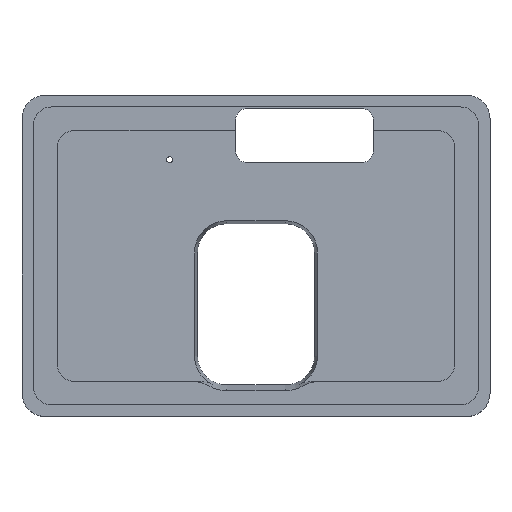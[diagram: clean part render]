
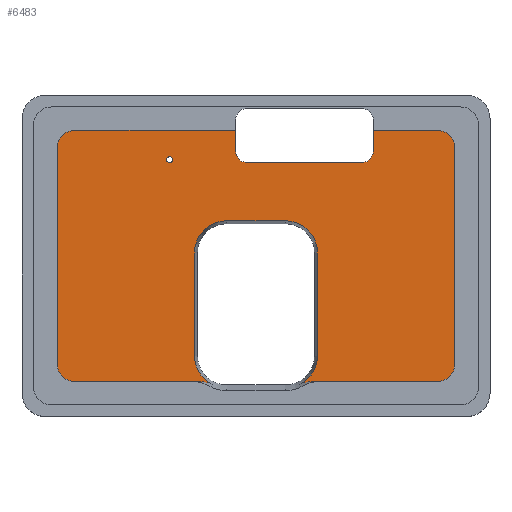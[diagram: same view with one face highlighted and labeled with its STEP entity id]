
A CAD part, top view. The second image highlights one B-rep face of the part: STEP entity #6483.
In plain terms, the highlighted planar face has unit normal (0, 0, 1).
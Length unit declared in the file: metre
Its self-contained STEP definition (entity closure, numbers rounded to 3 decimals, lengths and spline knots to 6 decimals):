
#45=B_SPLINE_CURVE_WITH_KNOTS('',3,(#10247,#10248,#10249,#10250),
 .UNSPECIFIED.,.F.,.F.,(4,4),(0.,0.005094),.UNSPECIFIED.);
#46=B_SPLINE_CURVE_WITH_KNOTS('',3,(#10266,#10267,#10268,#10269),
 .UNSPECIFIED.,.F.,.F.,(4,4),(0.,0.005095),.UNSPECIFIED.);
#105=PLANE('',#7003);
#364=LINE('',#10194,#898);
#367=LINE('',#10202,#901);
#370=LINE('',#10210,#904);
#372=LINE('',#10214,#906);
#375=LINE('',#10222,#909);
#378=LINE('',#10235,#912);
#379=LINE('',#10237,#913);
#380=LINE('',#10241,#914);
#381=LINE('',#10245,#915);
#382=LINE('',#10254,#916);
#383=LINE('',#10258,#917);
#384=LINE('',#10262,#918);
#898=VECTOR('',#8043,1.);
#901=VECTOR('',#8052,1.);
#904=VECTOR('',#8061,1.);
#906=VECTOR('',#8065,1.);
#909=VECTOR('',#8074,1.);
#912=VECTOR('',#8083,1.);
#913=VECTOR('',#8086,1.);
#914=VECTOR('',#8089,1.);
#915=VECTOR('',#8092,1.);
#916=VECTOR('',#8095,1.);
#917=VECTOR('',#8098,1.);
#918=VECTOR('',#8101,1.);
#1723=ORIENTED_EDGE('',*,*,#3479,.T.);
#1724=ORIENTED_EDGE('',*,*,#3477,.F.);
#1725=ORIENTED_EDGE('',*,*,#3475,.T.);
#1726=ORIENTED_EDGE('',*,*,#3473,.F.);
#1727=ORIENTED_EDGE('',*,*,#3471,.T.);
#1728=ORIENTED_EDGE('',*,*,#3491,.F.);
#1729=ORIENTED_EDGE('',*,*,#3492,.T.);
#1730=ORIENTED_EDGE('',*,*,#3493,.F.);
#1731=ORIENTED_EDGE('',*,*,#3494,.T.);
#1732=ORIENTED_EDGE('',*,*,#3495,.F.);
#1733=ORIENTED_EDGE('',*,*,#3496,.F.);
#1734=ORIENTED_EDGE('',*,*,#3497,.F.);
#1735=ORIENTED_EDGE('',*,*,#3498,.F.);
#1736=ORIENTED_EDGE('',*,*,#3499,.F.);
#1737=ORIENTED_EDGE('',*,*,#3500,.F.);
#1738=ORIENTED_EDGE('',*,*,#3501,.F.);
#1739=ORIENTED_EDGE('',*,*,#3502,.F.);
#1740=ORIENTED_EDGE('',*,*,#3503,.F.);
#1741=ORIENTED_EDGE('',*,*,#3504,.F.);
#1742=ORIENTED_EDGE('',*,*,#3490,.F.);
#1743=ORIENTED_EDGE('',*,*,#3487,.T.);
#1744=ORIENTED_EDGE('',*,*,#3485,.F.);
#1745=ORIENTED_EDGE('',*,*,#3483,.T.);
#1746=ORIENTED_EDGE('',*,*,#3481,.F.);
#1747=ORIENTED_EDGE('',*,*,#3505,.T.);
#3471=EDGE_CURVE('',#4385,#4384,#364,.T.);
#3473=EDGE_CURVE('',#4385,#4386,#4979,.T.);
#3475=EDGE_CURVE('',#4387,#4386,#367,.T.);
#3477=EDGE_CURVE('',#4387,#4388,#4980,.T.);
#3479=EDGE_CURVE('',#4389,#4388,#370,.T.);
#3481=EDGE_CURVE('',#4389,#4390,#372,.T.);
#3483=EDGE_CURVE('',#4391,#4390,#4981,.T.);
#3485=EDGE_CURVE('',#4391,#4392,#375,.T.);
#3487=EDGE_CURVE('',#4393,#4392,#4982,.T.);
#3490=EDGE_CURVE('',#4393,#4394,#378,.T.);
#3491=EDGE_CURVE('',#4395,#4384,#379,.T.);
#3492=EDGE_CURVE('',#4395,#4396,#4983,.T.);
#3493=EDGE_CURVE('',#4397,#4396,#380,.T.);
#3494=EDGE_CURVE('',#4397,#4398,#4984,.T.);
#3495=EDGE_CURVE('',#4399,#4398,#381,.T.);
#3496=EDGE_CURVE('',#4400,#4399,#45,.T.);
#3497=EDGE_CURVE('',#4401,#4400,#4985,.T.);
#3498=EDGE_CURVE('',#4402,#4401,#382,.T.);
#3499=EDGE_CURVE('',#4403,#4402,#4986,.T.);
#3500=EDGE_CURVE('',#4404,#4403,#383,.T.);
#3501=EDGE_CURVE('',#4405,#4404,#4987,.T.);
#3502=EDGE_CURVE('',#4406,#4405,#384,.T.);
#3503=EDGE_CURVE('',#4407,#4406,#4988,.T.);
#3504=EDGE_CURVE('',#4394,#4407,#46,.T.);
#3505=EDGE_CURVE('',#4408,#4408,#4989,.T.);
#4384=VERTEX_POINT('',#10193);
#4385=VERTEX_POINT('',#10195);
#4386=VERTEX_POINT('',#10199);
#4387=VERTEX_POINT('',#10203);
#4388=VERTEX_POINT('',#10207);
#4389=VERTEX_POINT('',#10211);
#4390=VERTEX_POINT('',#10215);
#4391=VERTEX_POINT('',#10219);
#4392=VERTEX_POINT('',#10223);
#4393=VERTEX_POINT('',#10227);
#4394=VERTEX_POINT('',#10234);
#4395=VERTEX_POINT('',#10238);
#4396=VERTEX_POINT('',#10240);
#4397=VERTEX_POINT('',#10242);
#4398=VERTEX_POINT('',#10244);
#4399=VERTEX_POINT('',#10246);
#4400=VERTEX_POINT('',#10251);
#4401=VERTEX_POINT('',#10253);
#4402=VERTEX_POINT('',#10255);
#4403=VERTEX_POINT('',#10257);
#4404=VERTEX_POINT('',#10259);
#4405=VERTEX_POINT('',#10261);
#4406=VERTEX_POINT('',#10263);
#4407=VERTEX_POINT('',#10265);
#4408=VERTEX_POINT('',#10271);
#4979=CIRCLE('',#6991,0.004);
#4980=CIRCLE('',#6994,0.004);
#4981=CIRCLE('',#6998,0.006);
#4982=CIRCLE('',#7001,0.006);
#4983=CIRCLE('',#7004,0.006);
#4984=CIRCLE('',#7005,0.006);
#4985=CIRCLE('',#7006,0.011);
#4986=CIRCLE('',#7007,0.011);
#4987=CIRCLE('',#7008,0.011);
#4988=CIRCLE('',#7009,0.011);
#4989=CIRCLE('',#7010,0.001007);
#5341=EDGE_LOOP('',(#1723,#1724,#1725,#1726,#1727,#1728,#1729,#1730,#1731,
#1732,#1733,#1734,#1735,#1736,#1737,#1738,#1739,#1740,#1741,#1742,#1743,
#1744,#1745,#1746));
#5342=EDGE_LOOP('',(#1747));
#5832=FACE_BOUND('',#5341,.T.);
#5833=FACE_BOUND('',#5342,.T.);
#6483=ADVANCED_FACE('',(#5832,#5833),#105,.F.);
#6991=AXIS2_PLACEMENT_3D('',#10198,#8047,#8048);
#6994=AXIS2_PLACEMENT_3D('',#10206,#8056,#8057);
#6998=AXIS2_PLACEMENT_3D('',#10218,#8069,#8070);
#7001=AXIS2_PLACEMENT_3D('',#10226,#8078,#8079);
#7003=AXIS2_PLACEMENT_3D('',#10236,#8084,#8085);
#7004=AXIS2_PLACEMENT_3D('',#10239,#8087,#8088);
#7005=AXIS2_PLACEMENT_3D('',#10243,#8090,#8091);
#7006=AXIS2_PLACEMENT_3D('',#10252,#8093,#8094);
#7007=AXIS2_PLACEMENT_3D('',#10256,#8096,#8097);
#7008=AXIS2_PLACEMENT_3D('',#10260,#8099,#8100);
#7009=AXIS2_PLACEMENT_3D('',#10264,#8102,#8103);
#7010=AXIS2_PLACEMENT_3D('',#10270,#8104,#8105);
#8043=DIRECTION('',(0.,1.,0.));
#8047=DIRECTION('',(0.,0.,1.));
#8048=DIRECTION('',(-0.707,-0.707,0.));
#8052=DIRECTION('',(-1.,0.,0.));
#8056=DIRECTION('',(0.,0.,1.));
#8057=DIRECTION('',(0.707,-0.707,0.));
#8061=DIRECTION('',(0.,-1.,0.));
#8065=DIRECTION('',(1.,0.,0.));
#8069=DIRECTION('',(0.,0.,1.));
#8070=DIRECTION('',(0.707,0.707,0.));
#8074=DIRECTION('',(0.,-1.,0.));
#8078=DIRECTION('',(0.,0.,1.));
#8079=DIRECTION('',(0.707,-0.707,0.));
#8083=DIRECTION('',(-1.,0.,0.));
#8084=DIRECTION('',(0.,0.,-1.));
#8085=DIRECTION('',(-1.,0.,0.));
#8086=DIRECTION('',(1.,0.,0.));
#8087=DIRECTION('',(0.,0.,1.));
#8088=DIRECTION('',(-0.707,0.707,0.));
#8089=DIRECTION('',(0.,1.,0.));
#8090=DIRECTION('',(0.,0.,1.));
#8091=DIRECTION('',(-0.707,-0.707,0.));
#8092=DIRECTION('',(-1.,0.,0.));
#8093=DIRECTION('',(0.,0.,1.));
#8094=DIRECTION('',(-0.707,-0.707,0.));
#8095=DIRECTION('',(0.,-1.,0.));
#8096=DIRECTION('',(0.,0.,1.));
#8097=DIRECTION('',(-0.707,0.707,0.));
#8098=DIRECTION('',(-1.,0.,0.));
#8099=DIRECTION('',(0.,0.,1.));
#8100=DIRECTION('',(0.707,0.707,0.));
#8101=DIRECTION('',(0.,1.,0.));
#8102=DIRECTION('',(0.,0.,1.));
#8103=DIRECTION('',(0.707,-0.707,0.));
#8104=DIRECTION('',(0.,0.,-1.));
#8105=DIRECTION('',(-1.,0.,0.));
#10193=CARTESIAN_POINT('',(-0.007,0.04285,0.0085));
#10194=CARTESIAN_POINT('',(-0.007,0.025188,0.0085));
#10195=CARTESIAN_POINT('',(-0.007,0.035825,0.0085));
#10198=CARTESIAN_POINT('',(-0.003,0.035825,0.0085));
#10199=CARTESIAN_POINT('',(-0.003,0.031825,0.0085));
#10202=CARTESIAN_POINT('',(-0.0035,0.031825,0.0085));
#10203=CARTESIAN_POINT('',(0.036,0.031825,0.0085));
#10206=CARTESIAN_POINT('',(0.036,0.035825,0.0085));
#10207=CARTESIAN_POINT('',(0.04,0.035825,0.0085));
#10210=CARTESIAN_POINT('',(0.04,0.015913,0.0085));
#10211=CARTESIAN_POINT('',(0.04,0.04285,0.0085));
#10214=CARTESIAN_POINT('',(-0.06785,0.04285,0.0085));
#10215=CARTESIAN_POINT('',(0.06185,0.04285,0.0085));
#10218=CARTESIAN_POINT('',(0.06185,0.03685,0.0085));
#10219=CARTESIAN_POINT('',(0.06785,0.03685,0.0085));
#10222=CARTESIAN_POINT('',(0.06785,0.04285,0.0085));
#10223=CARTESIAN_POINT('',(0.06785,-0.03685,0.0085));
#10226=CARTESIAN_POINT('',(0.06185,-0.03685,0.0085));
#10227=CARTESIAN_POINT('',(0.06185,-0.04285,0.0085));
#10234=CARTESIAN_POINT('',(0.019622,-0.04285,0.0085));
#10235=CARTESIAN_POINT('',(0.06785,-0.04285,0.0085));
#10236=CARTESIAN_POINT('',(0.,0.,0.0085));
#10237=CARTESIAN_POINT('',(-0.06785,0.04285,0.0085));
#10238=CARTESIAN_POINT('',(-0.06185,0.04285,0.0085));
#10239=CARTESIAN_POINT('',(-0.06185,0.03685,0.0085));
#10240=CARTESIAN_POINT('',(-0.06785,0.03685,0.0085));
#10241=CARTESIAN_POINT('',(-0.06785,-0.04285,0.0085));
#10242=CARTESIAN_POINT('',(-0.06785,-0.03685,0.0085));
#10243=CARTESIAN_POINT('',(-0.06185,-0.03685,0.0085));
#10244=CARTESIAN_POINT('',(-0.06185,-0.04285,0.0085));
#10245=CARTESIAN_POINT('',(0.06785,-0.04285,0.0085));
#10246=CARTESIAN_POINT('',(-0.019622,-0.04285,0.0085));
#10247=CARTESIAN_POINT('',(-0.01469,-0.043951,0.0085));
#10248=CARTESIAN_POINT('',(-0.016229,-0.043226,0.0085));
#10249=CARTESIAN_POINT('',(-0.017921,-0.04285,0.0085));
#10250=CARTESIAN_POINT('',(-0.019622,-0.04285,0.0085));
#10251=CARTESIAN_POINT('',(-0.01469,-0.04395,0.0085));
#10252=CARTESIAN_POINT('',(-0.01,-0.034,0.0085));
#10253=CARTESIAN_POINT('',(-0.021,-0.034,0.0085));
#10254=CARTESIAN_POINT('',(-0.021,0.00275,0.0085));
#10255=CARTESIAN_POINT('',(-0.021,0.001,0.0085));
#10256=CARTESIAN_POINT('',(-0.01,0.001,0.0085));
#10257=CARTESIAN_POINT('',(-0.01,0.012,0.0085));
#10258=CARTESIAN_POINT('',(0.005,0.012,0.0085));
#10259=CARTESIAN_POINT('',(0.01,0.012,0.0085));
#10260=CARTESIAN_POINT('',(0.01,0.001,0.0085));
#10261=CARTESIAN_POINT('',(0.021,0.001,0.0085));
#10262=CARTESIAN_POINT('',(0.021,-0.011,0.0085));
#10263=CARTESIAN_POINT('',(0.021,-0.034,0.0085));
#10264=CARTESIAN_POINT('',(0.01,-0.034,0.0085));
#10265=CARTESIAN_POINT('',(0.01469,-0.04395,0.0085));
#10266=CARTESIAN_POINT('',(0.019622,-0.04285,0.0085));
#10267=CARTESIAN_POINT('',(0.017921,-0.04285,0.0085));
#10268=CARTESIAN_POINT('',(0.016229,-0.043226,0.0085));
#10269=CARTESIAN_POINT('',(0.01469,-0.043951,0.0085));
#10270=CARTESIAN_POINT('',(-0.0295,0.03285,0.0085));
#10271=CARTESIAN_POINT('',(-0.030507,0.03285,0.0085));
